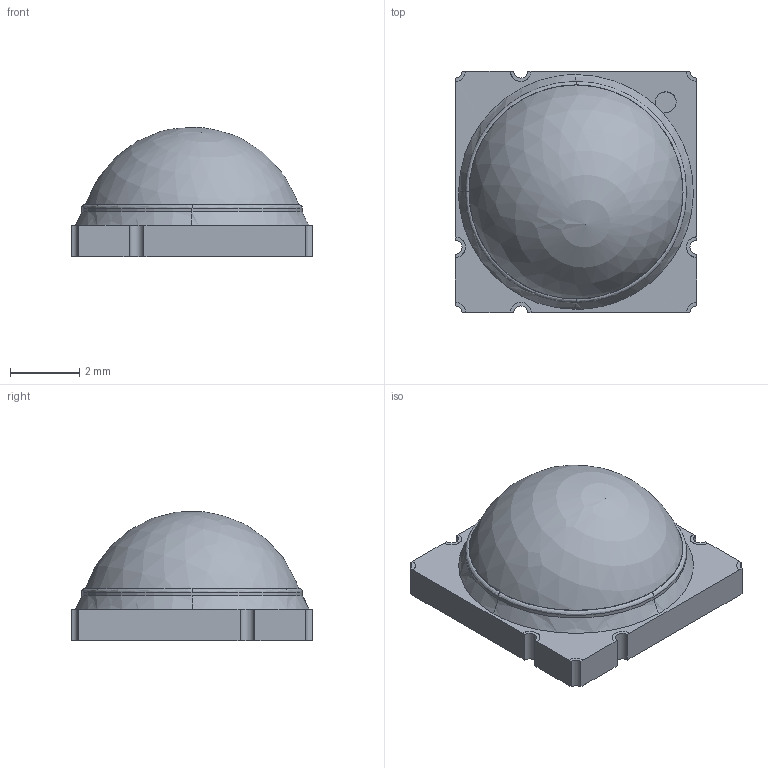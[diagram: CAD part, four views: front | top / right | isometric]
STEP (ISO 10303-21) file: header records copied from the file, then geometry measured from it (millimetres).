
FILE_DESCRIPTION (( 'STEP AP203' ), '1' );
FILE_NAME ('LZ4_V0RW08_R755_20200617_geometry.STEP', '2020-06-17T08:39:26', ( 'User' ), ( '' ), 'SwSTEP 2.0', 'SolidWorks 2017', '' );
FILE_SCHEMA (( 'CONFIG_CONTROL_DESIGN' ));
Length unit declared in the file: millimetre
Products named in the file (1): LZ4_V0RW08_R755_20200617_geometry
Bounding box: 7 x 7 x 3.74 mm (x, y, z)
Volume: 103.5 mm3; surface area: 147.4 mm2
Topology: 1 solids, 1 shells, 118 faces, 334 edges, 220 vertices
Faces by surface type: plane 61, cylinder 50, bspline 6, sphere 1
Entity records: 3087 total; most frequent: CARTESIAN_POINT 854, ORIENTED_EDGE 662, EDGE_CURVE 331, VERTEX_POINT 218, LINE 189, AXIS2_PLACEMENT_3D 142, EDGE_LOOP 121, ADVANCED_FACE 118
